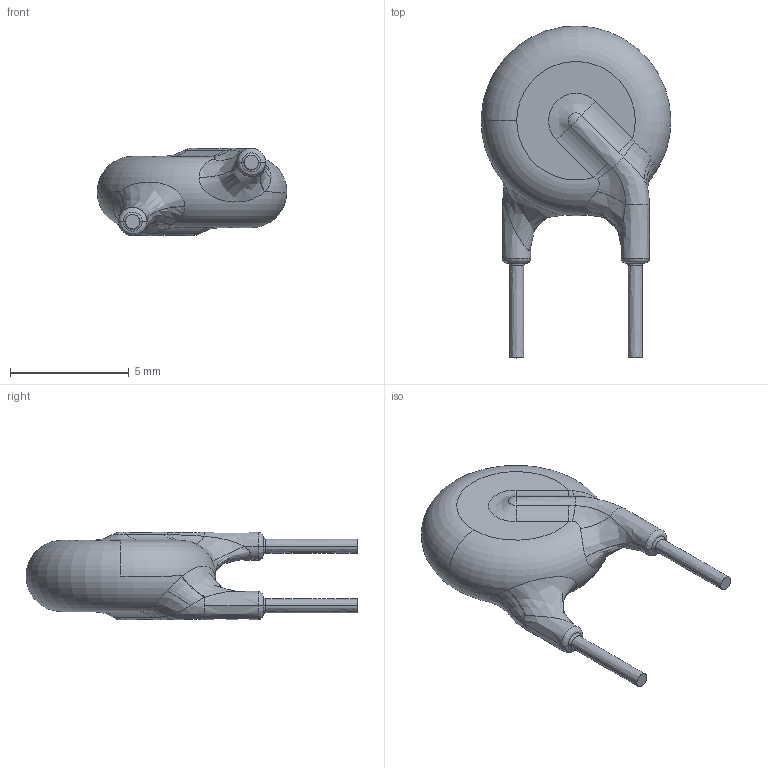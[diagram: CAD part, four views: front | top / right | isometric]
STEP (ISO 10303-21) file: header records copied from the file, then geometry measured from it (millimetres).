
FILE_DESCRIPTION((''),'2;1');
FILE_NAME('RVAR-DISK_P5X2-5_D8_TH3','2019-02-12T',('Dragos'),(''),'PRO/ENGINEER BY PARAMETRIC TECHNOLOGY CORPORATION, 2004440','PRO/ENGINEER BY PARAMETRIC TECHNOLOGY CORPORATION, 2004440','');
FILE_SCHEMA(('AUTOMOTIVE_DESIGN { 1 0 10303 214 1 1 1 1 }'));
Length unit declared in the file: millimetre
Products named in the file (1): RVAR-DISK_P5X2-5_D8_TH3
Bounding box: 8 x 14 x 3.7 mm (x, y, z)
Volume: 144.3 mm3; surface area: 182.5 mm2
Topology: 1 solids, 1 shells, 52 faces, 145 edges, 102 vertices
Faces by surface type: bspline 44, plane 4, torus 2, sphere 2
Entity records: 4389 total; most frequent: CARTESIAN_POINT 2766, ORIENTED_EDGE 244, PRESENTATION_STYLE_ASSIGNMENT 157, STYLED_ITEM 151, CURVE_STYLE 150, DIRECTION 123, EDGE_CURVE 122, B_SPLINE_CURVE_WITH_KNOTS 77
